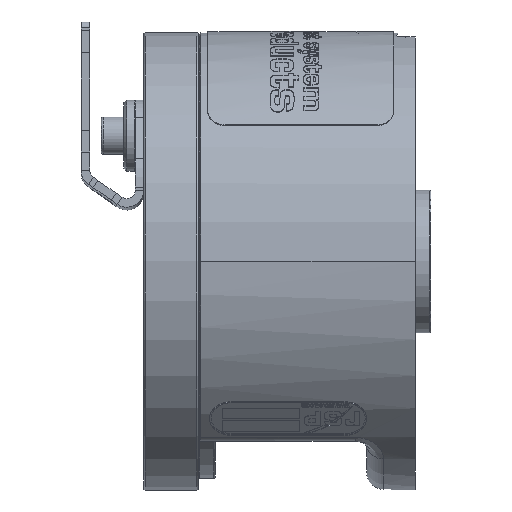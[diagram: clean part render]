
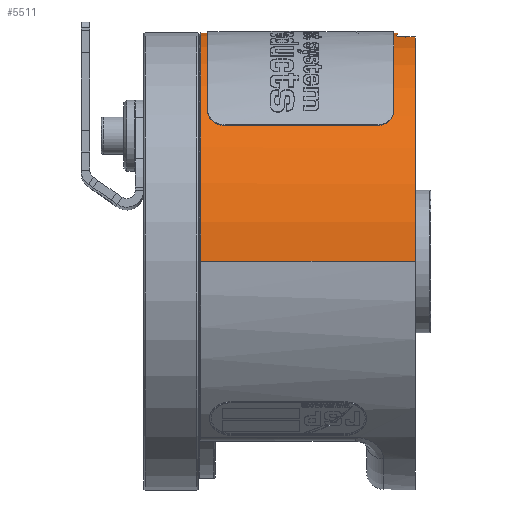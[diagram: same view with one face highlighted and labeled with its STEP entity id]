
A CAD part, left-side view. The second image highlights one B-rep face of the part: STEP entity #5511.
In plain terms, the highlighted cylindrical face has radius 80 mm (diameter 160 mm), a partial arc.
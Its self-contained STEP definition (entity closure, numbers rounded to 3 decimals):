
#278 = AXIS2_PLACEMENT_3D ( 'NONE', #4230, #11337, #14884 ) ;
#378 = EDGE_CURVE ( 'NONE', #23006, #13893, #39577, .T. ) ;
#1509 = EDGE_CURVE ( 'NONE', #32877, #23006, #30723, .T. ) ;
#1529 = CARTESIAN_POINT ( 'NONE',  ( 12., 12.023, 79.095 ) ) ;
#2564 = CARTESIAN_POINT ( 'NONE',  ( 14.053, 11.291, 78.756 ) ) ;
#2703 = CARTESIAN_POINT ( 'NONE',  ( 12.811, 11.975, 78.968 ) ) ;
#3030 = CARTESIAN_POINT ( 'NONE',  ( -80., 81.1, 0. ) ) ;
#3470 = ORIENTED_EDGE ( 'NONE', *, *, #378, .T. ) ;
#3613 = CARTESIAN_POINT ( 'NONE',  ( 15., 5.5, 78.581 ) ) ;
#3802 = CARTESIAN_POINT ( 'NONE',  ( -13.394, 11.764, 78.871 ) ) ;
#3881 = DIRECTION ( 'NONE',  ( 0., -1., 0. ) ) ;
#4120 = CARTESIAN_POINT ( 'NONE',  ( -14.937, 9.678, 78.593 ) ) ;
#4230 = CARTESIAN_POINT ( 'NONE',  ( 0., 5.5, 0. ) ) ;
#4423 = CARTESIAN_POINT ( 'NONE',  ( -12.413, 12.035, 79.031 ) ) ;
#4756 = CARTESIAN_POINT ( 'NONE',  ( 4.03, 11.324, 80.304 ) ) ;
#4902 = VERTEX_POINT ( 'NONE', #24719 ) ;
#5511 = ADVANCED_FACE ( 'NONE', ( #42969 ), #45177, .T. ) ;
#5652 = CARTESIAN_POINT ( 'NONE',  ( 14.984, 9.271, 78.584 ) ) ;
#5971 = CARTESIAN_POINT ( 'NONE',  ( 13.012, 11.921, 78.935 ) ) ;
#6167 = VERTEX_POINT ( 'NONE', #38186 ) ;
#6788 = CARTESIAN_POINT ( 'NONE',  ( 15., 8.855, 78.581 ) ) ;
#6877 =( BOUNDED_CURVE ( )  B_SPLINE_CURVE ( 3, ( #29895, #44018, #4756, #1529 ),
 .UNSPECIFIED., .F., .F. ) 
 B_SPLINE_CURVE_WITH_KNOTS ( ( 4, 4 ),
 ( 6.133, 6.434 ),
 .UNSPECIFIED. ) 
 CURVE ( )  GEOMETRIC_REPRESENTATION_ITEM ( )  RATIONAL_B_SPLINE_CURVE ( ( 1., 0.992, 0.992, 1. ) ) 
 REPRESENTATION_ITEM ( '' )  );
#7166 = ORIENTED_EDGE ( 'NONE', *, *, #10702, .T. ) ;
#7263 = CARTESIAN_POINT ( 'NONE',  ( 0., 81.1, 0. ) ) ;
#10702 = EDGE_CURVE ( 'NONE', #13893, #20814, #30547, .T. ) ;
#10995 = CARTESIAN_POINT ( 'NONE',  ( 80., 81.1, 0. ) ) ;
#11337 = DIRECTION ( 'NONE',  ( 0., 1., 0. ) ) ;
#12612 = CARTESIAN_POINT ( 'NONE',  ( 14.649, 10.458, 78.647 ) ) ;
#12912 = CARTESIAN_POINT ( 'NONE',  ( 12.205, 12.041, 79.064 ) ) ;
#12980 = CARTESIAN_POINT ( 'NONE',  ( 15., 81.1, 78.581 ) ) ;
#13074 = CARTESIAN_POINT ( 'NONE',  ( 14.734, 10.268, 78.631 ) ) ;
#13087 = EDGE_CURVE ( 'NONE', #20317, #30557, #29954, .T. ) ;
#13320 = CARTESIAN_POINT ( 'NONE',  ( -15., 5.5, 78.581 ) ) ;
#13893 = VERTEX_POINT ( 'NONE', #13320 ) ;
#14443 = ORIENTED_EDGE ( 'NONE', *, *, #44987, .T. ) ;
#14776 = CARTESIAN_POINT ( 'NONE',  ( -13.576, 11.663, 78.84 ) ) ;
#14884 = DIRECTION ( 'NONE',  ( 1., 0., 0. ) ) ;
#14923 = CARTESIAN_POINT ( 'NONE',  ( -15., 8.855, 78.581 ) ) ;
#16147 = CARTESIAN_POINT ( 'NONE',  ( 14.869, 9.877, 78.606 ) ) ;
#16361 = VERTEX_POINT ( 'NONE', #28141 ) ;
#16453 = CARTESIAN_POINT ( 'NONE',  ( 14.918, 9.678, 78.597 ) ) ;
#16746 = CARTESIAN_POINT ( 'NONE',  ( 12.409, 12.035, 79.032 ) ) ;
#18028 = CARTESIAN_POINT ( 'NONE',  ( -14.056, 11.288, 78.756 ) ) ;
#18177 = CARTESIAN_POINT ( 'NONE',  ( -15., 9.271, 78.581 ) ) ;
#18544 = ORIENTED_EDGE ( 'NONE', *, *, #31560, .T. ) ;
#18822 = ORIENTED_EDGE ( 'NONE', *, *, #19087, .T. ) ;
#19087 = EDGE_CURVE ( 'NONE', #16361, #39653, #6877, .T. ) ;
#19844 = CARTESIAN_POINT ( 'NONE',  ( 13.568, 11.668, 78.841 ) ) ;
#20317 = VERTEX_POINT ( 'NONE', #3613 ) ;
#20406 = EDGE_CURVE ( 'NONE', #20317, #4902, #31176, .T. ) ;
#20814 = VERTEX_POINT ( 'NONE', #39934 ) ;
#20869 = AXIS2_PLACEMENT_3D ( 'NONE', #7263, #28863, #28704 ) ;
#20986 = AXIS2_PLACEMENT_3D ( 'NONE', #43266, #32378, #36386 ) ;
#21125 = B_SPLINE_CURVE_WITH_KNOTS ( 'NONE', 3,
 ( #37899, #12912, #16746, #2703, #5971, #41083, #19844, #40769, #2564, #34015, #37607, #12612, #13074, #16147, #16453, #5652, #41379, #44444 ),
 .UNSPECIFIED., .F., .F.,
 ( 4, 2, 2, 2, 2, 2, 2, 2, 4 ),
 ( 0., 0.001, 0.001, 0.002, 0.002, 0.003, 0.004, 0.004, 0.005 ),
 .UNSPECIFIED. ) ;
#21305 = VECTOR ( 'NONE', #23677, 1000. ) ;
#21696 = CARTESIAN_POINT ( 'NONE',  ( -13.015, 11.919, 78.934 ) ) ;
#23006 = VERTEX_POINT ( 'NONE', #33821 ) ;
#23036 = ORIENTED_EDGE ( 'NONE', *, *, #13087, .F. ) ;
#23064 = EDGE_CURVE ( 'NONE', #6167, #4902, #25573, .T. ) ;
#23677 = DIRECTION ( 'NONE',  ( 0., -1., 0. ) ) ;
#24719 = CARTESIAN_POINT ( 'NONE',  ( 80., 5.5, 0. ) ) ;
#25573 = LINE ( 'NONE', #10995, #41585 ) ;
#25892 = EDGE_CURVE ( 'NONE', #39653, #30557, #21125, .T. ) ;
#26030 = VECTOR ( 'NONE', #37373, 1000. ) ;
#27400 = CARTESIAN_POINT ( 'NONE',  ( 12., 12.023, 79.095 ) ) ;
#27413 = ORIENTED_EDGE ( 'NONE', *, *, #25892, .T. ) ;
#28141 = CARTESIAN_POINT ( 'NONE',  ( -12., 12.023, 79.095 ) ) ;
#28704 = DIRECTION ( 'NONE',  ( -1., 0., 0. ) ) ;
#28863 = DIRECTION ( 'NONE',  ( 0., -1., 0. ) ) ;
#29295 = CARTESIAN_POINT ( 'NONE',  ( -80., 80.6, 0. ) ) ;
#29895 = CARTESIAN_POINT ( 'NONE',  ( -12., 12.023, 79.095 ) ) ;
#29954 = LINE ( 'NONE', #12980, #26030 ) ;
#30223 = DIRECTION ( 'NONE',  ( 0., 1., 0. ) ) ;
#30547 = LINE ( 'NONE', #37024, #36594 ) ;
#30557 = VERTEX_POINT ( 'NONE', #6788 ) ;
#30723 = LINE ( 'NONE', #3030, #21305 ) ;
#30907 = EDGE_LOOP ( 'NONE', ( #35883, #18544, #33912, #3470, #7166, #14443, #18822, #27413, #23036, #38644 ) ) ;
#31176 = CIRCLE ( 'NONE', #278, 80. ) ;
#31560 = EDGE_CURVE ( 'NONE', #6167, #32877, #41162, .T. ) ;
#32188 = CARTESIAN_POINT ( 'NONE',  ( -12.206, 12.041, 79.064 ) ) ;
#32378 = DIRECTION ( 'NONE',  ( 0., -1., 0. ) ) ;
#32877 = VERTEX_POINT ( 'NONE', #29295 ) ;
#33821 = CARTESIAN_POINT ( 'NONE',  ( -80., 5.5, 0. ) ) ;
#33875 = B_SPLINE_CURVE_WITH_KNOTS ( 'NONE', 3,
 ( #14923, #18177, #4120, #36063, #39580, #18028, #43091, #14776, #3802, #21696, #39128, #4423, #32188, #42628 ),
 .UNSPECIFIED., .F., .F.,
 ( 4, 2, 2, 2, 2, 2, 4 ),
 ( 0., 0.001, 0.002, 0.003, 0.004, 0.004, 0.005 ),
 .UNSPECIFIED. ) ;
#33912 = ORIENTED_EDGE ( 'NONE', *, *, #1509, .T. ) ;
#34015 = CARTESIAN_POINT ( 'NONE',  ( 14.325, 10.983, 78.707 ) ) ;
#35537 = AXIS2_PLACEMENT_3D ( 'NONE', #37194, #30223, #40357 ) ;
#35883 = ORIENTED_EDGE ( 'NONE', *, *, #23064, .F. ) ;
#36063 = CARTESIAN_POINT ( 'NONE',  ( -14.667, 10.464, 78.644 ) ) ;
#36386 = DIRECTION ( 'NONE',  ( 1., 0., 0. ) ) ;
#36594 = VECTOR ( 'NONE', #40502, 1000. ) ;
#37024 = CARTESIAN_POINT ( 'NONE',  ( -15., 81.1, 78.581 ) ) ;
#37194 = CARTESIAN_POINT ( 'NONE',  ( 0., 5.5, 0. ) ) ;
#37373 = DIRECTION ( 'NONE',  ( 0., 1., 0. ) ) ;
#37607 = CARTESIAN_POINT ( 'NONE',  ( 14.446, 10.814, 78.685 ) ) ;
#37899 = CARTESIAN_POINT ( 'NONE',  ( 12., 12.023, 79.095 ) ) ;
#38186 = CARTESIAN_POINT ( 'NONE',  ( 80., 80.6, 0. ) ) ;
#38644 = ORIENTED_EDGE ( 'NONE', *, *, #20406, .T. ) ;
#39128 = CARTESIAN_POINT ( 'NONE',  ( -12.819, 11.974, 78.966 ) ) ;
#39577 = CIRCLE ( 'NONE', #35537, 80. ) ;
#39580 = CARTESIAN_POINT ( 'NONE',  ( -14.467, 10.822, 78.682 ) ) ;
#39653 = VERTEX_POINT ( 'NONE', #27400 ) ;
#39934 = CARTESIAN_POINT ( 'NONE',  ( -15., 8.855, 78.581 ) ) ;
#40357 = DIRECTION ( 'NONE',  ( 1., 0., 0. ) ) ;
#40502 = DIRECTION ( 'NONE',  ( 0., 1., 0. ) ) ;
#40769 = CARTESIAN_POINT ( 'NONE',  ( 13.902, 11.428, 78.783 ) ) ;
#41083 = CARTESIAN_POINT ( 'NONE',  ( 13.388, 11.767, 78.872 ) ) ;
#41162 = CIRCLE ( 'NONE', #20986, 80. ) ;
#41379 = CARTESIAN_POINT ( 'NONE',  ( 15., 9.063, 78.581 ) ) ;
#41585 = VECTOR ( 'NONE', #3881, 1000. ) ;
#42628 = CARTESIAN_POINT ( 'NONE',  ( -12., 12.023, 79.095 ) ) ;
#42969 = FACE_OUTER_BOUND ( 'NONE', #30907, .T. ) ;
#43091 = CARTESIAN_POINT ( 'NONE',  ( -13.905, 11.425, 78.782 ) ) ;
#43266 = CARTESIAN_POINT ( 'NONE',  ( 0., 80.6, 0. ) ) ;
#44018 = CARTESIAN_POINT ( 'NONE',  ( -4.03, 11.324, 80.304 ) ) ;
#44444 = CARTESIAN_POINT ( 'NONE',  ( 15., 8.855, 78.581 ) ) ;
#44987 = EDGE_CURVE ( 'NONE', #20814, #16361, #33875, .T. ) ;
#45177 = CYLINDRICAL_SURFACE ( 'NONE', #20869, 80. ) ;
